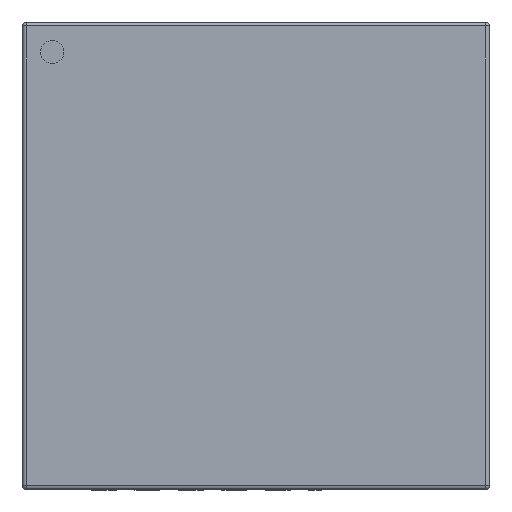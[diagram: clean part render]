
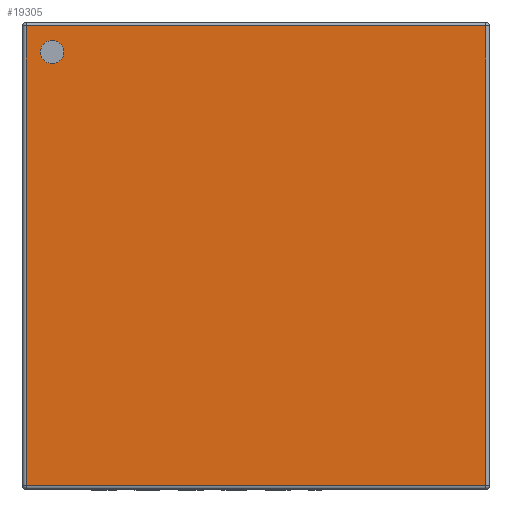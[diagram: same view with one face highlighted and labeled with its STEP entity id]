
A CAD part, top view. The second image highlights one B-rep face of the part: STEP entity #19305.
In plain terms, the highlighted planar face has unit normal (0, 0, 1).
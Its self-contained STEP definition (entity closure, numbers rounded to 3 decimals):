
#4478 = CYLINDRICAL_SURFACE('',#4479,0.05);
#4479 = AXIS2_PLACEMENT_3D('',#4480,#4481,#4482);
#4480 = CARTESIAN_POINT('',(-3.49,-3.44,0.83));
#4481 = DIRECTION('',(1.,0.,0.));
#4482 = DIRECTION('',(0.,-1.,0.));
#16404 = VERTEX_POINT('',#16405);
#16405 = CARTESIAN_POINT('',(-3.44,-3.44,0.88));
#16427 = EDGE_CURVE('',#16404,#16428,#16430,.T.);
#16428 = VERTEX_POINT('',#16429);
#16429 = CARTESIAN_POINT('',(3.44,-3.44,0.88));
#16430 = SURFACE_CURVE('',#16431,(#16435,#16442),.PCURVE_S1.);
#16431 = LINE('',#16432,#16433);
#16432 = CARTESIAN_POINT('',(-3.49,-3.44,0.88));
#16433 = VECTOR('',#16434,1.);
#16434 = DIRECTION('',(1.,0.,0.));
#16435 = PCURVE('',#4478,#16436);
#16436 = DEFINITIONAL_REPRESENTATION('',(#16437),#16441);
#16437 = LINE('',#16438,#16439);
#16438 = CARTESIAN_POINT('',(-1.571,0.));
#16439 = VECTOR('',#16440,1.);
#16440 = DIRECTION('',(-0.,1.));
#16441 = ( GEOMETRIC_REPRESENTATION_CONTEXT(2) 
PARAMETRIC_REPRESENTATION_CONTEXT() REPRESENTATION_CONTEXT('2D SPACE',''
  ) );
#16442 = PCURVE('',#16443,#16448);
#16443 = PLANE('',#16444);
#16444 = AXIS2_PLACEMENT_3D('',#16445,#16446,#16447);
#16445 = CARTESIAN_POINT('',(-3.49,-3.49,0.88));
#16446 = DIRECTION('',(0.,0.,1.));
#16447 = DIRECTION('',(1.,0.,0.));
#16448 = DEFINITIONAL_REPRESENTATION('',(#16449),#16453);
#16449 = LINE('',#16450,#16451);
#16450 = CARTESIAN_POINT('',(0.,0.05));
#16451 = VECTOR('',#16452,1.);
#16452 = DIRECTION('',(1.,0.));
#16453 = ( GEOMETRIC_REPRESENTATION_CONTEXT(2) 
PARAMETRIC_REPRESENTATION_CONTEXT() REPRESENTATION_CONTEXT('2D SPACE',''
  ) );
#16969 = CYLINDRICAL_SURFACE('',#16970,0.05);
#16970 = AXIS2_PLACEMENT_3D('',#16971,#16972,#16973);
#16971 = CARTESIAN_POINT('',(-3.44,-3.44,0.83));
#16972 = DIRECTION('',(0.,1.,0.));
#16973 = DIRECTION('',(-1.,0.,0.));
#17781 = CYLINDRICAL_SURFACE('',#17782,0.05);
#17782 = AXIS2_PLACEMENT_3D('',#17783,#17784,#17785);
#17783 = CARTESIAN_POINT('',(-3.49,3.44,0.83));
#17784 = DIRECTION('',(1.,0.,0.));
#17785 = DIRECTION('',(0.,1.,0.));
#18111 = CYLINDRICAL_SURFACE('',#18112,0.05);
#18112 = AXIS2_PLACEMENT_3D('',#18113,#18114,#18115);
#18113 = CARTESIAN_POINT('',(3.44,3.44,0.83));
#18114 = DIRECTION('',(-0.,-1.,-0.));
#18115 = DIRECTION('',(0.,0.,1.));
#19305 = ADVANCED_FACE('',(#19306,#19376),#16443,.T.);
#19306 = FACE_BOUND('',#19307,.T.);
#19307 = EDGE_LOOP('',(#19308,#19309,#19332,#19355));
#19308 = ORIENTED_EDGE('',*,*,#16427,.T.);
#19309 = ORIENTED_EDGE('',*,*,#19310,.F.);
#19310 = EDGE_CURVE('',#19311,#16428,#19313,.T.);
#19311 = VERTEX_POINT('',#19312);
#19312 = CARTESIAN_POINT('',(3.44,3.44,0.88));
#19313 = SURFACE_CURVE('',#19314,(#19318,#19325),.PCURVE_S1.);
#19314 = LINE('',#19315,#19316);
#19315 = CARTESIAN_POINT('',(3.44,3.44,0.88));
#19316 = VECTOR('',#19317,1.);
#19317 = DIRECTION('',(-0.,-1.,-0.));
#19318 = PCURVE('',#16443,#19319);
#19319 = DEFINITIONAL_REPRESENTATION('',(#19320),#19324);
#19320 = LINE('',#19321,#19322);
#19321 = CARTESIAN_POINT('',(6.93,6.93));
#19322 = VECTOR('',#19323,1.);
#19323 = DIRECTION('',(-0.,-1.));
#19324 = ( GEOMETRIC_REPRESENTATION_CONTEXT(2) 
PARAMETRIC_REPRESENTATION_CONTEXT() REPRESENTATION_CONTEXT('2D SPACE',''
  ) );
#19325 = PCURVE('',#18111,#19326);
#19326 = DEFINITIONAL_REPRESENTATION('',(#19327),#19331);
#19327 = LINE('',#19328,#19329);
#19328 = CARTESIAN_POINT('',(-0.,0.));
#19329 = VECTOR('',#19330,1.);
#19330 = DIRECTION('',(-0.,1.));
#19331 = ( GEOMETRIC_REPRESENTATION_CONTEXT(2) 
PARAMETRIC_REPRESENTATION_CONTEXT() REPRESENTATION_CONTEXT('2D SPACE',''
  ) );
#19332 = ORIENTED_EDGE('',*,*,#19333,.F.);
#19333 = EDGE_CURVE('',#19334,#19311,#19336,.T.);
#19334 = VERTEX_POINT('',#19335);
#19335 = CARTESIAN_POINT('',(-3.44,3.44,0.88));
#19336 = SURFACE_CURVE('',#19337,(#19341,#19348),.PCURVE_S1.);
#19337 = LINE('',#19338,#19339);
#19338 = CARTESIAN_POINT('',(-3.49,3.44,0.88));
#19339 = VECTOR('',#19340,1.);
#19340 = DIRECTION('',(1.,0.,0.));
#19341 = PCURVE('',#16443,#19342);
#19342 = DEFINITIONAL_REPRESENTATION('',(#19343),#19347);
#19343 = LINE('',#19344,#19345);
#19344 = CARTESIAN_POINT('',(0.,6.93));
#19345 = VECTOR('',#19346,1.);
#19346 = DIRECTION('',(1.,0.));
#19347 = ( GEOMETRIC_REPRESENTATION_CONTEXT(2) 
PARAMETRIC_REPRESENTATION_CONTEXT() REPRESENTATION_CONTEXT('2D SPACE',''
  ) );
#19348 = PCURVE('',#17781,#19349);
#19349 = DEFINITIONAL_REPRESENTATION('',(#19350),#19354);
#19350 = LINE('',#19351,#19352);
#19351 = CARTESIAN_POINT('',(1.571,0.));
#19352 = VECTOR('',#19353,1.);
#19353 = DIRECTION('',(0.,1.));
#19354 = ( GEOMETRIC_REPRESENTATION_CONTEXT(2) 
PARAMETRIC_REPRESENTATION_CONTEXT() REPRESENTATION_CONTEXT('2D SPACE',''
  ) );
#19355 = ORIENTED_EDGE('',*,*,#19356,.F.);
#19356 = EDGE_CURVE('',#16404,#19334,#19357,.T.);
#19357 = SURFACE_CURVE('',#19358,(#19362,#19369),.PCURVE_S1.);
#19358 = LINE('',#19359,#19360);
#19359 = CARTESIAN_POINT('',(-3.44,-3.44,0.88));
#19360 = VECTOR('',#19361,1.);
#19361 = DIRECTION('',(0.,1.,0.));
#19362 = PCURVE('',#16443,#19363);
#19363 = DEFINITIONAL_REPRESENTATION('',(#19364),#19368);
#19364 = LINE('',#19365,#19366);
#19365 = CARTESIAN_POINT('',(0.05,0.05));
#19366 = VECTOR('',#19367,1.);
#19367 = DIRECTION('',(0.,1.));
#19368 = ( GEOMETRIC_REPRESENTATION_CONTEXT(2) 
PARAMETRIC_REPRESENTATION_CONTEXT() REPRESENTATION_CONTEXT('2D SPACE',''
  ) );
#19369 = PCURVE('',#16969,#19370);
#19370 = DEFINITIONAL_REPRESENTATION('',(#19371),#19375);
#19371 = LINE('',#19372,#19373);
#19372 = CARTESIAN_POINT('',(1.571,0.));
#19373 = VECTOR('',#19374,1.);
#19374 = DIRECTION('',(0.,1.));
#19375 = ( GEOMETRIC_REPRESENTATION_CONTEXT(2) 
PARAMETRIC_REPRESENTATION_CONTEXT() REPRESENTATION_CONTEXT('2D SPACE',''
  ) );
#19376 = FACE_BOUND('',#19377,.T.);
#19377 = EDGE_LOOP('',(#19378));
#19378 = ORIENTED_EDGE('',*,*,#19379,.F.);
#19379 = EDGE_CURVE('',#19380,#19380,#19382,.T.);
#19380 = VERTEX_POINT('',#19381);
#19381 = CARTESIAN_POINT('',(-2.875,-3.05,0.88));
#19382 = SURFACE_CURVE('',#19383,(#19388,#19395),.PCURVE_S1.);
#19383 = CIRCLE('',#19384,0.175);
#19384 = AXIS2_PLACEMENT_3D('',#19385,#19386,#19387);
#19385 = CARTESIAN_POINT('',(-3.05,-3.05,0.88));
#19386 = DIRECTION('',(0.,0.,1.));
#19387 = DIRECTION('',(1.,0.,0.));
#19388 = PCURVE('',#16443,#19389);
#19389 = DEFINITIONAL_REPRESENTATION('',(#19390),#19394);
#19390 = CIRCLE('',#19391,0.175);
#19391 = AXIS2_PLACEMENT_2D('',#19392,#19393);
#19392 = CARTESIAN_POINT('',(0.44,0.44));
#19393 = DIRECTION('',(1.,0.));
#19394 = ( GEOMETRIC_REPRESENTATION_CONTEXT(2) 
PARAMETRIC_REPRESENTATION_CONTEXT() REPRESENTATION_CONTEXT('2D SPACE',''
  ) );
#19395 = PCURVE('',#19396,#19401);
#19396 = CYLINDRICAL_SURFACE('',#19397,0.175);
#19397 = AXIS2_PLACEMENT_3D('',#19398,#19399,#19400);
#19398 = CARTESIAN_POINT('',(-3.05,-3.05,0.88));
#19399 = DIRECTION('',(-0.,-0.,-1.));
#19400 = DIRECTION('',(1.,0.,0.));
#19401 = DEFINITIONAL_REPRESENTATION('',(#19402),#19406);
#19402 = LINE('',#19403,#19404);
#19403 = CARTESIAN_POINT('',(-0.,0.));
#19404 = VECTOR('',#19405,1.);
#19405 = DIRECTION('',(-1.,0.));
#19406 = ( GEOMETRIC_REPRESENTATION_CONTEXT(2) 
PARAMETRIC_REPRESENTATION_CONTEXT() REPRESENTATION_CONTEXT('2D SPACE',''
  ) );
